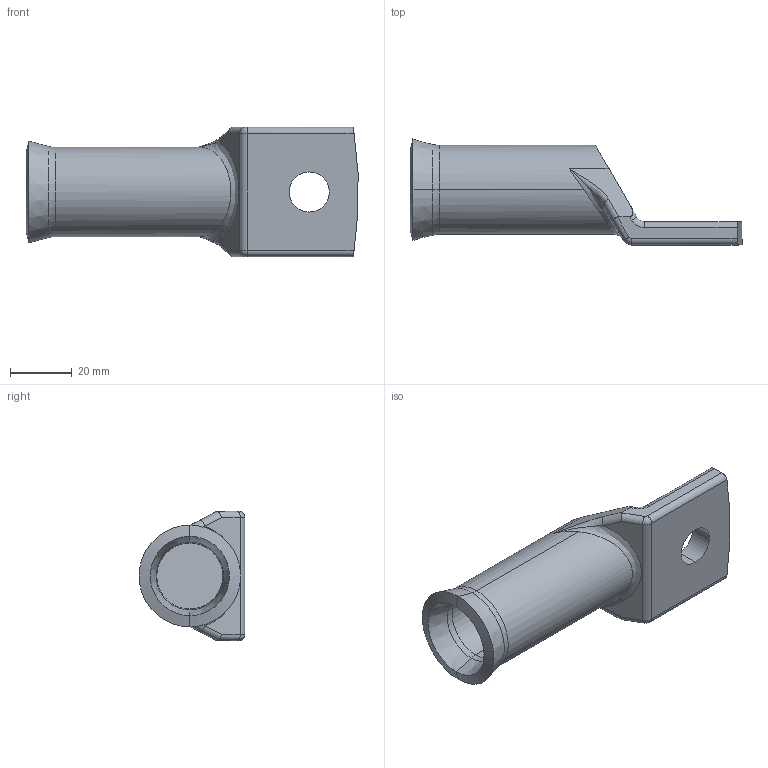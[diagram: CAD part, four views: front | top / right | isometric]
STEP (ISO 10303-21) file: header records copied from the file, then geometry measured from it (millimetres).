
FILE_DESCRIPTION (( 'STEP AP203' ), '1' );
FILE_NAME ('240 mm² DIN NORM BAKIR SKP M12.STEP', '2025-07-18T06:10:41', ( '' ), ( '' ), 'SwSTEP 2.0', 'SolidWorks 2023', '' );
FILE_SCHEMA (( 'CONFIG_CONTROL_DESIGN' ));
Length unit declared in the file: millimetre
Products named in the file (1): 240 mm² DIN NORM BAKIR SKP M12
Bounding box: 107.84 x 34.4 x 42 mm (x, y, z)
Volume: 36023 mm3; surface area: 15788.3 mm2
Topology: 1 solids, 1 shells, 45 faces, 107 edges, 62 vertices
Faces by surface type: cylinder 19, plane 9, torus 8, cone 6, bspline 3
Entity records: 1605 total; most frequent: CARTESIAN_POINT 537, ORIENTED_EDGE 210, DIRECTION 210, EDGE_CURVE 105, AXIS2_PLACEMENT_3D 83, VERTEX_POINT 62, EDGE_LOOP 47, FACE_OUTER_BOUND 45
